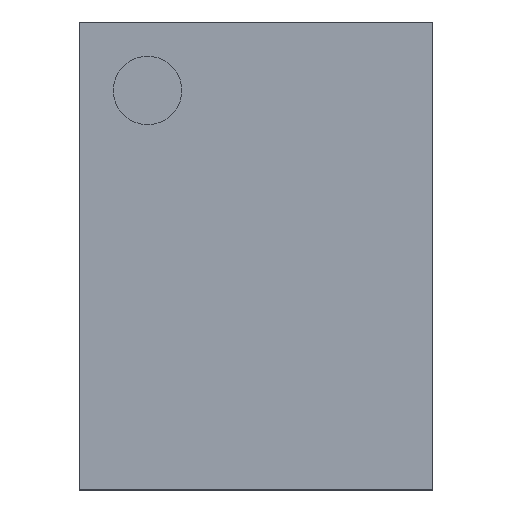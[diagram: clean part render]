
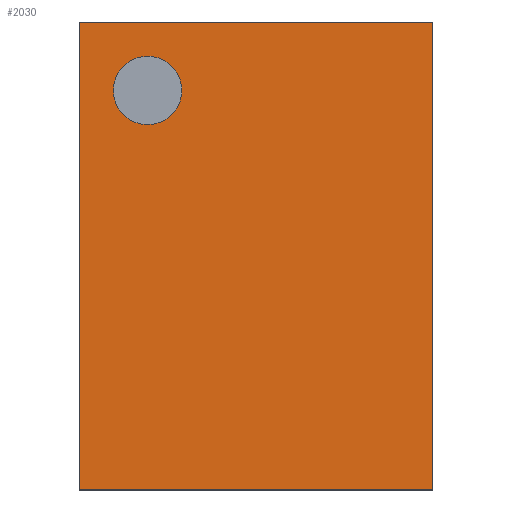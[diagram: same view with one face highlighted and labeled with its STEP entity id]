
A CAD part, top view. The second image highlights one B-rep face of the part: STEP entity #2030.
In plain terms, the highlighted planar face has unit normal (0, 0, 1).
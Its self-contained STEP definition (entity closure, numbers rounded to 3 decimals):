
#42=CIRCLE('',#2128,0.3);
#46=FACE_BOUND('',#221,.T.);
#99=FACE_OUTER_BOUND('',#220,.T.);
#220=EDGE_LOOP('',(#1591,#1592,#1593,#1594));
#221=EDGE_LOOP('',(#1595));
#425=LINE('',#3036,#701);
#427=LINE('',#3040,#703);
#429=LINE('',#3044,#705);
#431=LINE('',#3047,#707);
#701=VECTOR('',#2472,1.);
#703=VECTOR('',#2476,1.);
#705=VECTOR('',#2480,1.);
#707=VECTOR('',#2484,1.);
#913=VERTEX_POINT('',#2929);
#934=VERTEX_POINT('',#3033);
#935=VERTEX_POINT('',#3035);
#936=VERTEX_POINT('',#3039);
#937=VERTEX_POINT('',#3043);
#1113=EDGE_CURVE('',#913,#913,#42,.T.);
#1165=EDGE_CURVE('',#934,#935,#425,.T.);
#1167=EDGE_CURVE('',#936,#934,#427,.T.);
#1169=EDGE_CURVE('',#935,#937,#429,.T.);
#1171=EDGE_CURVE('',#937,#936,#431,.T.);
#1591=ORIENTED_EDGE('',*,*,#1167,.F.);
#1592=ORIENTED_EDGE('',*,*,#1171,.F.);
#1593=ORIENTED_EDGE('',*,*,#1169,.F.);
#1594=ORIENTED_EDGE('',*,*,#1165,.F.);
#1595=ORIENTED_EDGE('',*,*,#1113,.T.);
#1911=PLANE('',#2164);
#2030=ADVANCED_FACE('',(#99,#46),#1911,.T.);
#2128=AXIS2_PLACEMENT_3D('',#2930,#2355,#2356);
#2164=AXIS2_PLACEMENT_3D('',#3048,#2485,#2486);
#2355=DIRECTION('center_axis',(0.,0.,-1.));
#2356=DIRECTION('ref_axis',(0.,-1.,0.));
#2472=DIRECTION('',(0.,-1.,0.));
#2476=DIRECTION('',(1.,0.,0.));
#2480=DIRECTION('',(-1.,0.,0.));
#2484=DIRECTION('',(0.,1.,0.));
#2485=DIRECTION('center_axis',(0.,0.,1.));
#2486=DIRECTION('ref_axis',(0.,-1.,0.));
#2929=CARTESIAN_POINT('',(-0.95,1.15,0.8));
#2930=CARTESIAN_POINT('Origin',(-0.95,1.45,0.8));
#3033=CARTESIAN_POINT('',(1.55,2.05,0.8));
#3035=CARTESIAN_POINT('',(1.55,-2.05,0.8));
#3036=CARTESIAN_POINT('',(1.55,-2.05,0.8));
#3039=CARTESIAN_POINT('',(-1.55,2.05,0.8));
#3040=CARTESIAN_POINT('',(1.55,2.05,0.8));
#3043=CARTESIAN_POINT('',(-1.55,-2.05,0.8));
#3044=CARTESIAN_POINT('',(-1.55,-2.05,0.8));
#3047=CARTESIAN_POINT('',(-1.55,2.05,0.8));
#3048=CARTESIAN_POINT('Origin',(0.,0.,
0.8));
